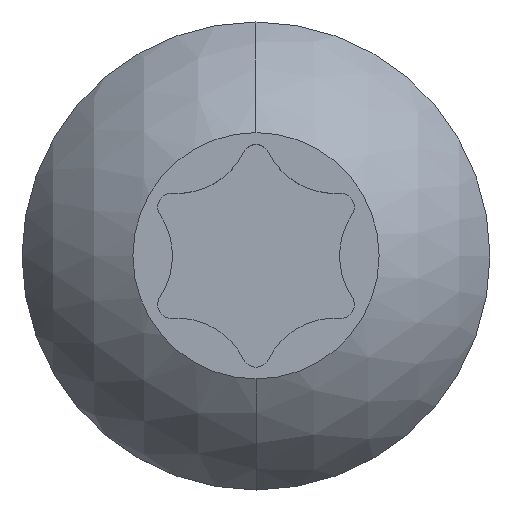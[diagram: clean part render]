
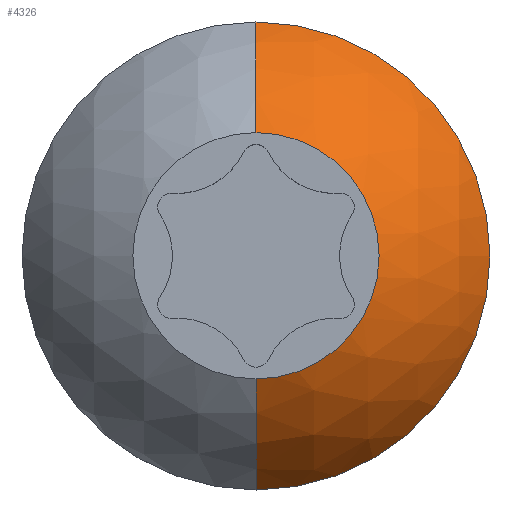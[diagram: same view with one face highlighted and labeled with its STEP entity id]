
A CAD part, top view. The second image highlights one B-rep face of the part: STEP entity #4326.
In plain terms, the highlighted spherical face has radius 5.287 mm.
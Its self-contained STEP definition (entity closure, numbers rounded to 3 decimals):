
#248 = CARTESIAN_POINT ( 'NONE',  ( 0., 0., 18.092 ) ) ;
#332 = AXIS2_PLACEMENT_3D ( 'NONE', #988, #8356, #10232 ) ;
#513 = EDGE_LOOP ( 'NONE', ( #4054, #1294, #8913, #4332 ) ) ;
#929 = EDGE_CURVE ( 'NONE', #2132, #4612, #2995, .T. ) ;
#988 = CARTESIAN_POINT ( 'NONE',  ( 0., 0., 22.75 ) ) ;
#1174 = EDGE_CURVE ( 'NONE', #10892, #5183, #7640, .T. ) ;
#1294 = ORIENTED_EDGE ( 'NONE', *, *, #9850, .T. ) ;
#1474 = DIRECTION ( 'NONE',  ( 0., 1., 0. ) ) ;
#1512 = DIRECTION ( 'NONE',  ( 1., 0., 0. ) ) ;
#2132 = VERTEX_POINT ( 'NONE', #7233 ) ;
#2135 = CARTESIAN_POINT ( 'NONE',  ( 0., 0., 20.412 ) ) ;
#2987 = AXIS2_PLACEMENT_3D ( 'NONE', #2135, #5840, #6836 ) ;
#2995 = CIRCLE ( 'NONE', #2987, 4.75 ) ;
#3438 = CARTESIAN_POINT ( 'NONE',  ( 0., 0., 18.092 ) ) ;
#4054 = ORIENTED_EDGE ( 'NONE', *, *, #929, .T. ) ;
#4326 = ADVANCED_FACE ( 'NONE', ( #9701 ), #10588, .T. ) ;
#4332 = ORIENTED_EDGE ( 'NONE', *, *, #8102, .F. ) ;
#4359 = DIRECTION ( 'NONE',  ( 0., -1., 0. ) ) ;
#4612 = VERTEX_POINT ( 'NONE', #9917 ) ;
#4988 = DIRECTION ( 'NONE',  ( 0., -1., 0. ) ) ;
#5183 = VERTEX_POINT ( 'NONE', #9710 ) ;
#5840 = DIRECTION ( 'NONE',  ( 0., 0., 1. ) ) ;
#6536 = CARTESIAN_POINT ( 'NONE',  ( 0., -2.5, 22.75 ) ) ;
#6836 = DIRECTION ( 'NONE',  ( 0., -1., 0. ) ) ;
#7061 = CARTESIAN_POINT ( 'NONE',  ( 0., 0., 18.092 ) ) ;
#7128 = CIRCLE ( 'NONE', #7749, 5.287 ) ;
#7233 = CARTESIAN_POINT ( 'NONE',  ( 0., -4.75, 20.412 ) ) ;
#7546 = AXIS2_PLACEMENT_3D ( 'NONE', #248, #9682, #4988 ) ;
#7640 = CIRCLE ( 'NONE', #332, 2.5 ) ;
#7749 = AXIS2_PLACEMENT_3D ( 'NONE', #3438, #1512, #1474 ) ;
#8102 = EDGE_CURVE ( 'NONE', #2132, #10892, #8911, .T. ) ;
#8356 = DIRECTION ( 'NONE',  ( 0., 0., 1. ) ) ;
#8847 = AXIS2_PLACEMENT_3D ( 'NONE', #7061, #9955, #4359 ) ;
#8911 = CIRCLE ( 'NONE', #8847, 5.287 ) ;
#8913 = ORIENTED_EDGE ( 'NONE', *, *, #1174, .F. ) ;
#9682 = DIRECTION ( 'NONE',  ( 1., 0., 0. ) ) ;
#9701 = FACE_OUTER_BOUND ( 'NONE', #513, .T. ) ;
#9710 = CARTESIAN_POINT ( 'NONE',  ( 0., 2.5, 22.75 ) ) ;
#9850 = EDGE_CURVE ( 'NONE', #4612, #5183, #7128, .T. ) ;
#9917 = CARTESIAN_POINT ( 'NONE',  ( 0., 4.75, 20.412 ) ) ;
#9955 = DIRECTION ( 'NONE',  ( -1., 0., 0. ) ) ;
#10232 = DIRECTION ( 'NONE',  ( 0., -1., 0. ) ) ;
#10588 = SPHERICAL_SURFACE ( 'NONE', #7546, 5.287 ) ;
#10892 = VERTEX_POINT ( 'NONE', #6536 ) ;
